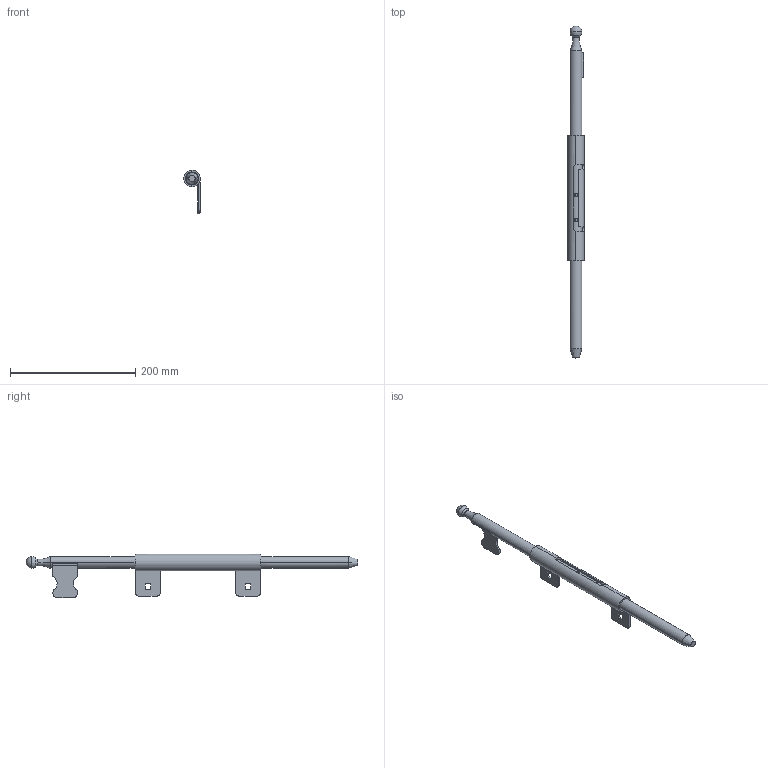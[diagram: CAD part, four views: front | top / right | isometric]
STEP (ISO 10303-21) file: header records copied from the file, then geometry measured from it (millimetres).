
FILE_DESCRIPTION (( 'STEP AP203' ), '1' );
FILE_NAME ('05ADBS.STEP', '2022-02-22T12:45:18', ( '' ), ( '' ), 'SwSTEP 2.0', 'SolidWorks 2020', '' );
FILE_SCHEMA (( 'CONFIG_CONTROL_DESIGN' ));
Length unit declared in the file: millimetre
Products named in the file (1): 05ADBS
Bounding box: 26.95 x 529.5 x 69.95 mm (x, y, z)
Volume: 197965.1 mm3; surface area: 76054.3 mm2
Topology: 7 solids, 7 shells, 100 faces, 248 edges, 162 vertices
Faces by surface type: plane 48, cylinder 44, cone 4, sphere 2, torus 2
Entity records: 4703 total; most frequent: CARTESIAN_POINT 2207, DIRECTION 506, ORIENTED_EDGE 488, EDGE_CURVE 244, AXIS2_PLACEMENT_3D 185, VERTEX_POINT 160, LINE 136, VECTOR 136
